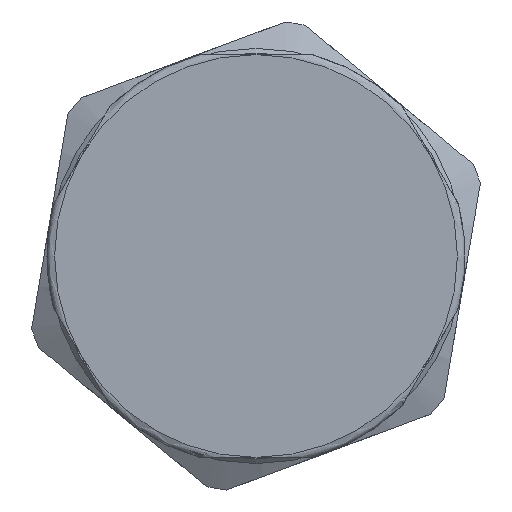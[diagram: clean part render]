
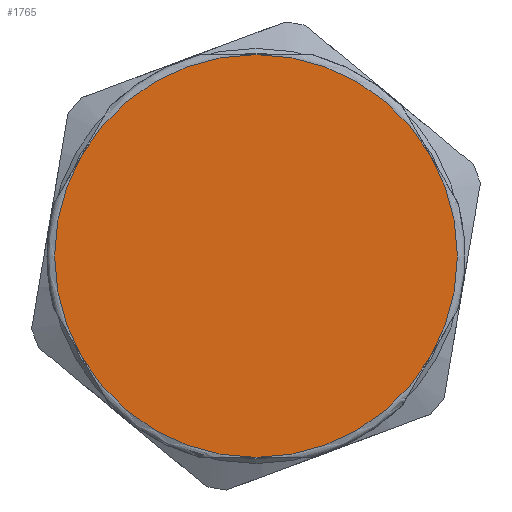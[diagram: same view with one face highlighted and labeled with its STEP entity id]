
A CAD part, left-side view. The second image highlights one B-rep face of the part: STEP entity #1765.
In plain terms, the highlighted planar face has unit normal (-1, 0, 0).
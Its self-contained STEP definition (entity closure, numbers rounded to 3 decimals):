
#769=CARTESIAN_POINT('',(0.,11.258,6.5));
#770=VERTEX_POINT('',#769);
#867=CARTESIAN_POINT('',(0.,11.258,-6.5));
#868=VERTEX_POINT('',#867);
#961=CARTESIAN_POINT('',(0.,0.,-13.));
#962=VERTEX_POINT('',#961);
#1061=CARTESIAN_POINT('',(0.,-11.258,-6.5));
#1062=VERTEX_POINT('',#1061);
#1161=CARTESIAN_POINT('',(0.,-11.258,6.5));
#1162=VERTEX_POINT('',#1161);
#1242=CARTESIAN_POINT('',(0.,0.0,13.));
#1243=VERTEX_POINT('',#1242);
#1261=CARTESIAN_POINT('',(0.,0.0,0.0));
#1262=DIRECTION('',(1.0,0.0,0.0));
#1263=DIRECTION('',(0.0,-1.0,0.0));
#1264=AXIS2_PLACEMENT_3D('',#1261,#1262,#1263);
#1265=CIRCLE('',#1264,13.);
#1266=EDGE_CURVE('',#1243,#1162,#1265,.T.);
#1285=CARTESIAN_POINT('',(0.,0.0,0.0));
#1286=DIRECTION('',(1.0,0.0,0.0));
#1287=DIRECTION('',(0.0,-1.0,0.0));
#1288=AXIS2_PLACEMENT_3D('',#1285,#1286,#1287);
#1289=CIRCLE('',#1288,13.);
#1290=EDGE_CURVE('',#1162,#1062,#1289,.T.);
#1309=CARTESIAN_POINT('',(0.,0.0,0.0));
#1310=DIRECTION('',(1.0,0.0,0.0));
#1311=DIRECTION('',(0.0,-1.0,0.0));
#1312=AXIS2_PLACEMENT_3D('',#1309,#1310,#1311);
#1313=CIRCLE('',#1312,13.);
#1314=EDGE_CURVE('',#1062,#962,#1313,.T.);
#1333=CARTESIAN_POINT('',(0.,0.0,0.0));
#1334=DIRECTION('',(1.0,0.0,0.0));
#1335=DIRECTION('',(0.0,-1.0,0.0));
#1336=AXIS2_PLACEMENT_3D('',#1333,#1334,#1335);
#1337=CIRCLE('',#1336,13.);
#1338=EDGE_CURVE('',#962,#868,#1337,.T.);
#1357=CARTESIAN_POINT('',(0.,0.0,0.0));
#1358=DIRECTION('',(1.0,0.0,0.0));
#1359=DIRECTION('',(0.0,-1.0,0.0));
#1360=AXIS2_PLACEMENT_3D('',#1357,#1358,#1359);
#1361=CIRCLE('',#1360,13.);
#1362=EDGE_CURVE('',#868,#770,#1361,.T.);
#1373=CARTESIAN_POINT('',(0.,0.0,0.0));
#1374=DIRECTION('',(1.0,0.0,0.0));
#1375=DIRECTION('',(0.0,-1.0,0.0));
#1376=AXIS2_PLACEMENT_3D('',#1373,#1374,#1375);
#1377=CIRCLE('',#1376,13.);
#1378=EDGE_CURVE('',#770,#1243,#1377,.T.);
#1752=CARTESIAN_POINT('',(0.,10.55,0.0));
#1753=DIRECTION('',(-1.0,0.0,0.0));
#1754=DIRECTION('',(0.0,0.0,1.0));
#1755=AXIS2_PLACEMENT_3D('',#1752,#1753,#1754);
#1756=PLANE('',#1755);
#1757=ORIENTED_EDGE('',*,*,#1266,.F.);
#1758=ORIENTED_EDGE('',*,*,#1378,.F.);
#1759=ORIENTED_EDGE('',*,*,#1362,.F.);
#1760=ORIENTED_EDGE('',*,*,#1338,.F.);
#1761=ORIENTED_EDGE('',*,*,#1314,.F.);
#1762=ORIENTED_EDGE('',*,*,#1290,.F.);
#1763=EDGE_LOOP('',(#1757,#1758,#1759,#1760,#1761,#1762));
#1764=FACE_OUTER_BOUND('',#1763,.T.);
#1765=ADVANCED_FACE('',(#1764),#1756,.T.);
